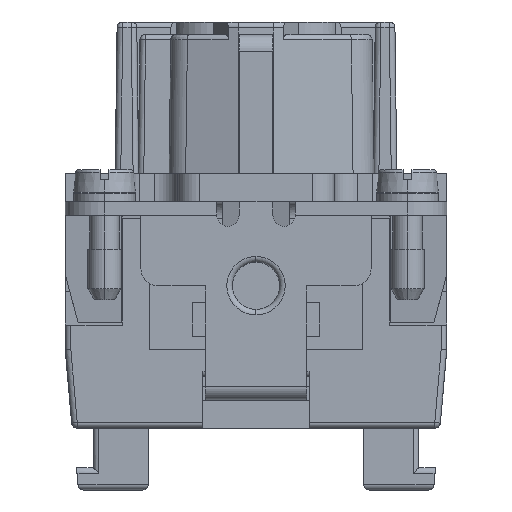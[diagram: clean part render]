
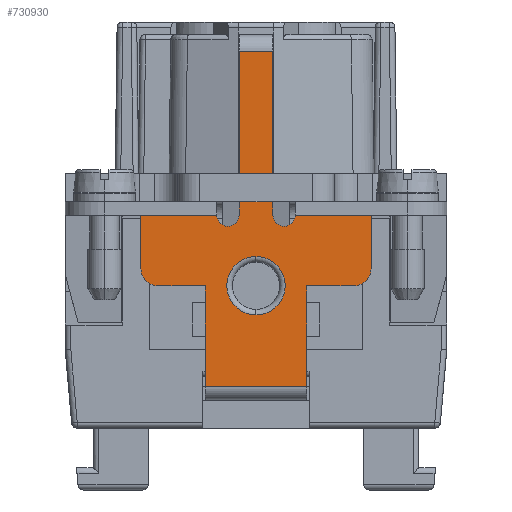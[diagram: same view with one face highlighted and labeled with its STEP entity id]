
A CAD part, left-side view. The second image highlights one B-rep face of the part: STEP entity #730930.
In plain terms, the highlighted planar face has unit normal (-1, 0, 0).
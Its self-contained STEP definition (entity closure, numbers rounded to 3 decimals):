
#88860=CARTESIAN_POINT('',(7.746,44.084,
2.4));
#88870=VERTEX_POINT('',#88860);
#88900=CARTESIAN_POINT('',(7.746,44.084,
-20.6));
#88910=DIRECTION('',(0.,0.,1.));
#88920=VECTOR('',#88910,1.);
#88930=LINE('',#88900,#88920);
#88940=CARTESIAN_POINT('',(7.746,44.084,
3.9));
#88950=VERTEX_POINT('',#88940);
#88960=EDGE_CURVE('',#88870,#88950,#88930,.T.);
#89140=CARTESIAN_POINT('',(7.746,44.084,
6.9));
#89150=VERTEX_POINT('',#89140);
#89180=CARTESIAN_POINT('',(7.746,44.084,
11.4));
#89190=VERTEX_POINT('',#89180);
#89200=EDGE_CURVE('',#89150,#89190,#88930,.T.);
#148920=CARTESIAN_POINT('',(7.746,53.084,
11.4));
#148930=VERTEX_POINT('',#148920);
#148960=CARTESIAN_POINT('',(7.746,53.084,
-20.6));
#148970=DIRECTION('',(0.,0.,-1.));
#148980=VECTOR('',#148970,1.);
#148990=LINE('',#148960,#148980);
#149000=CARTESIAN_POINT('',(7.746,53.084,
6.9));
#149010=VERTEX_POINT('',#149000);
#149020=EDGE_CURVE('',#148930,#149010,#148990,.T.);
#149240=CARTESIAN_POINT('',(7.746,53.084,
3.9));
#149250=VERTEX_POINT('',#149240);
#149280=CARTESIAN_POINT('',(7.746,53.084,
2.4));
#149290=VERTEX_POINT('',#149280);
#149300=EDGE_CURVE('',#149250,#149290,#148990,.T.);
#718350=CARTESIAN_POINT('',(7.746,38.334,
-3.9));
#718360=VERTEX_POINT('',#718350);
#718390=CARTESIAN_POINT('',(7.746,38.334,
-20.6));
#718400=DIRECTION('',(0.,0.,-1.));
#718410=VECTOR('',#718400,1.);
#718420=LINE('',#718390,#718410);
#718430=CARTESIAN_POINT('',(7.746,38.334,
0.9));
#718440=VERTEX_POINT('',#718430);
#718450=EDGE_CURVE('',#718440,#718360,#718420,.T.);
#722900=CARTESIAN_POINT('',(7.746,45.084,
-3.9));
#722910=VERTEX_POINT('',#722900);
#722940=CARTESIAN_POINT('',(7.746,92.583,
-3.9));
#722950=DIRECTION('',(0.,1.,0.));
#722960=VECTOR('',#722950,1.);
#722970=LINE('',#722940,#722960);
#722980=EDGE_CURVE('',#718360,#722910,#722970,.T.);
#725620=CARTESIAN_POINT('',(7.746,47.084,
-3.9));
#725630=VERTEX_POINT('',#725620);
#725680=CARTESIAN_POINT('',(7.746,46.084,
-3.9));
#725690=DIRECTION('',(-1.,0.,0.));
#725700=DIRECTION('',(0.,-1.,0.));
#725710=AXIS2_PLACEMENT_3D('',#725680,#725690,#725700);
#725720=CIRCLE('',#725710,1.);
#725730=EDGE_CURVE('',#722910,#725630,#725720,.T.);
#729550=CARTESIAN_POINT('',(7.746,39.834,
2.4));
#729560=VERTEX_POINT('',#729550);
#729700=CARTESIAN_POINT('',(7.746,39.834,
0.9));
#729710=DIRECTION('',(1.,0.,0.));
#729720=DIRECTION('',(0.,1.,0.));
#729730=AXIS2_PLACEMENT_3D('',#729700,#729710,#729720);
#729740=CIRCLE('',#729730,1.5);
#729750=EDGE_CURVE('',#729560,#718440,#729740,.T.);
#729870=CARTESIAN_POINT('',(7.746,49.577,
7.687));
#729880=DIRECTION('',(-1.,0.,0.));
#729890=DIRECTION('',(0.,-1.,0.));
#729900=AXIS2_PLACEMENT_3D('',#729870,#729880,#729890);
#729910=PLANE('',#729900);
#729920=CARTESIAN_POINT('',(7.746,48.584,
2.4));
#729930=DIRECTION('',(-1.,0.,0.));
#729940=DIRECTION('',(0.,-1.,0.));
#729950=AXIS2_PLACEMENT_3D('',#729920,#729930,#729940);
#729960=CIRCLE('',#729950,2.6);
#729970=CARTESIAN_POINT('',(7.746,48.584,
5.));
#729980=VERTEX_POINT('',#729970);
#729990=CARTESIAN_POINT('',(7.746,48.584,
-0.2));
#730000=VERTEX_POINT('',#729990);
#730010=EDGE_CURVE('',#729980,#730000,#729960,.T.);
#730020=ORIENTED_EDGE('',*,*,#730010,.F.);
#730030=EDGE_CURVE('',#730000,#729980,#729960,.T.);
#730040=ORIENTED_EDGE('',*,*,#730030,.F.);
#730050=EDGE_LOOP('',(#730040,#730020));
#730060=FACE_BOUND('',#730050,.T.);
#730070=ORIENTED_EDGE('',*,*,#149300,.T.);
#730080=EDGE_CURVE('',#149010,#149250,#148990,.T.);
#730090=ORIENTED_EDGE('',*,*,#730080,.T.);
#730100=ORIENTED_EDGE('',*,*,#149020,.T.);
#730110=CARTESIAN_POINT('',(7.746,92.583,
11.4));
#730120=DIRECTION('',(0.,-1.,0.));
#730130=VECTOR('',#730120,1.);
#730140=LINE('',#730110,#730130);
#730150=EDGE_CURVE('',#148930,#89190,#730140,.T.);
#730160=ORIENTED_EDGE('',*,*,#730150,.F.);
#730170=ORIENTED_EDGE('',*,*,#89200,.T.);
#730180=EDGE_CURVE('',#88950,#89150,#88930,.T.);
#730190=ORIENTED_EDGE('',*,*,#730180,.T.);
#730200=ORIENTED_EDGE('',*,*,#88960,.T.);
#730210=CARTESIAN_POINT('',(7.746,92.583,
2.4));
#730220=DIRECTION('',(0.,-1.,0.));
#730230=VECTOR('',#730220,1.);
#730240=LINE('',#730210,#730230);
#730250=EDGE_CURVE('',#88870,#729560,#730240,.T.);
#730260=ORIENTED_EDGE('',*,*,#730250,.F.);
#730270=ORIENTED_EDGE('',*,*,#729750,.F.);
#730280=ORIENTED_EDGE('',*,*,#718450,.F.);
#730290=ORIENTED_EDGE('',*,*,#722980,.F.);
#730300=ORIENTED_EDGE('',*,*,#725730,.F.);
#730310=CARTESIAN_POINT('',(7.746,47.084,
-20.6));
#730320=DIRECTION('',(0.,0.,-1.));
#730330=VECTOR('',#730320,1.);
#730340=LINE('',#730310,#730330);
#730350=CARTESIAN_POINT('',(7.746,47.084,
-18.5));
#730360=VERTEX_POINT('',#730350);
#730370=EDGE_CURVE('',#725630,#730360,#730340,.T.);
#730380=ORIENTED_EDGE('',*,*,#730370,.F.);
#730390=CARTESIAN_POINT('',(7.746,92.583,
-18.5));
#730400=DIRECTION('',(0.,-1.,0.));
#730410=VECTOR('',#730400,1.);
#730420=LINE('',#730390,#730410);
#730430=CARTESIAN_POINT('',(7.746,50.084,
-18.5));
#730440=VERTEX_POINT('',#730430);
#730450=EDGE_CURVE('',#730440,#730360,#730420,.T.);
#730460=ORIENTED_EDGE('',*,*,#730450,.T.);
#730470=CARTESIAN_POINT('',(7.746,50.084,
-20.6));
#730480=DIRECTION('',(0.,0.,1.));
#730490=VECTOR('',#730480,1.);
#730500=LINE('',#730470,#730490);
#730510=CARTESIAN_POINT('',(7.746,50.084,
-3.9));
#730520=VERTEX_POINT('',#730510);
#730530=EDGE_CURVE('',#730440,#730520,#730500,.T.);
#730540=ORIENTED_EDGE('',*,*,#730530,.F.);
#730550=CARTESIAN_POINT('',(7.746,51.084,
-3.9));
#730560=DIRECTION('',(-1.,0.,0.));
#730570=DIRECTION('',(0.,-1.,0.));
#730580=AXIS2_PLACEMENT_3D('',#730550,#730560,#730570);
#730590=CIRCLE('',#730580,1.);
#730600=CARTESIAN_POINT('',(7.746,52.084,
-3.9));
#730610=VERTEX_POINT('',#730600);
#730620=EDGE_CURVE('',#730520,#730610,#730590,.T.);
#730630=ORIENTED_EDGE('',*,*,#730620,.F.);
#730640=CARTESIAN_POINT('',(7.746,58.834,
-3.9));
#730650=VERTEX_POINT('',#730640);
#730660=EDGE_CURVE('',#730610,#730650,#722970,.T.);
#730670=ORIENTED_EDGE('',*,*,#730660,.F.);
#730680=CARTESIAN_POINT('',(7.746,58.834,
-20.6));
#730690=DIRECTION('',(0.,0.,1.));
#730700=VECTOR('',#730690,1.);
#730710=LINE('',#730680,#730700);
#730720=CARTESIAN_POINT('',(7.746,58.834,
0.9));
#730730=VERTEX_POINT('',#730720);
#730740=EDGE_CURVE('',#730650,#730730,#730710,.T.);
#730750=ORIENTED_EDGE('',*,*,#730740,.F.);
#730760=CARTESIAN_POINT('',(7.746,57.334,
0.9));
#730770=DIRECTION('',(1.,0.,0.));
#730780=DIRECTION('',(0.,1.,0.));
#730790=AXIS2_PLACEMENT_3D('',#730760,#730770,#730780);
#730800=CIRCLE('',#730790,1.5);
#730810=CARTESIAN_POINT('',(7.746,57.334,
2.4));
#730820=VERTEX_POINT('',#730810);
#730830=EDGE_CURVE('',#730730,#730820,#730800,.T.);
#730840=ORIENTED_EDGE('',*,*,#730830,.F.);
#730850=CARTESIAN_POINT('',(7.746,92.583,
2.4));
#730860=DIRECTION('',(0.,-1.,0.));
#730870=VECTOR('',#730860,1.);
#730880=LINE('',#730850,#730870);
#730890=EDGE_CURVE('',#730820,#149290,#730880,.T.);
#730900=ORIENTED_EDGE('',*,*,#730890,.F.);
#730910=EDGE_LOOP('',(#730900,#730840,#730750,#730670,#730630,#730540,
#730460,#730380,#730300,#730290,#730280,#730270,#730260,#730200,#730190,
#730170,#730160,#730100,#730090,#730070));
#730920=FACE_OUTER_BOUND('',#730910,.T.);
#730930=ADVANCED_FACE('',(#730060,#730920),#729910,.T.);
